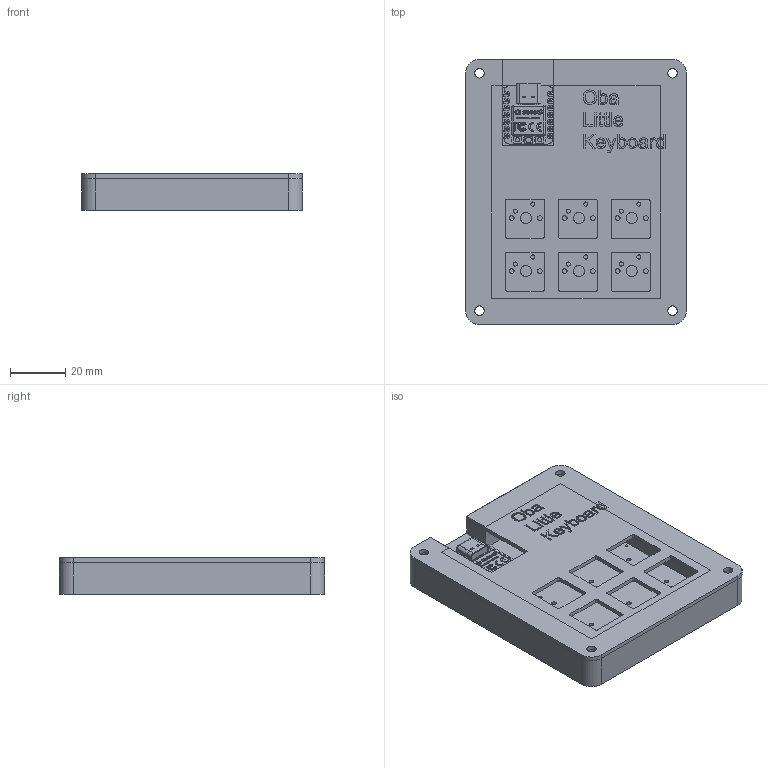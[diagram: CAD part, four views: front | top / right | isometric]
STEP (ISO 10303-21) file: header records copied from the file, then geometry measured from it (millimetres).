
FILE_DESCRIPTION(/* description */ (''),/* implementation_level */ '2;1');
FILE_NAME(/* name */ 'Assembled Little Keyboard.step',/* time_stamp */ '2025-12-13T21:57:05-07:00',/* author */ (''),/* organization */ (''),/* preprocessor_version */ 'ST-DEVELOPER v20.1',/* originating_system */ 'Autodesk Translation Framework v14.21.0.0',/* authorisation */ '');
FILE_SCHEMA (('AUTOMOTIVE_DESIGN { 1 0 10303 214 3 1 1 }'));
Products named in the file (16): 2025-12-06-22-07-25-118; 2025-12-06-22-08-11-378; Hackpad Project 1; Hackpad Project_PCB; 2025-12-13-11-44-36-755; Seeed Studio XIAO RP2040; main; type-c v2; smd_button v3; SK6805-2.4x2.7 v1; Shell; DOUT; DIN; VSS; VDD; smd_button v3(Mirror)
Assembly tree (15 placements, depth 5):
  2025-12-06-22-07-25-118
    2025-12-06-22-08-11-378
    Hackpad Project 1
      Hackpad Project_PCB
    2025-12-13-11-44-36-755
    Seeed Studio XIAO RP2040
      main
        type-c v2
        smd_button v3
        SK6805-2.4x2.7 v1
          Shell
          DOUT
          DIN
          VSS
          VDD
        smd_button v3(Mirror)
Bounding box: 79.61 x 95.53 x 13 mm (x, y, z)
Volume: 66215.9 mm3; surface area: 47339.2 mm2
Topology: 86 solids, 86 shells, 2086 faces, 5479 edges, 3614 vertices
Faces by surface type: plane 1147, bspline 625, cylinder 286, torus 12, sphere 10, cone 6
Full cylindrical faces by diameter (mm): 0.4 x1, 0.5 x2, 0.8 x14, 0.889 x14, 1 x9, 1.5 x14, 1.7 x12, 2 x1, 3.4 x8, 4 x6, 6 x4
Entity records: 69881 total; most frequent: CARTESIAN_POINT 21132, ORIENTED_EDGE 10942, DIRECTION 7825, EDGE_CURVE 5471, LINE 3629, VECTOR 3629, VERTEX_POINT 3614, EDGE_LOOP 2355
